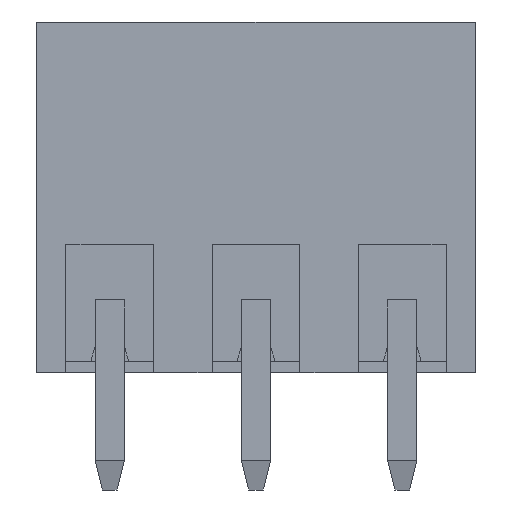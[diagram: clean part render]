
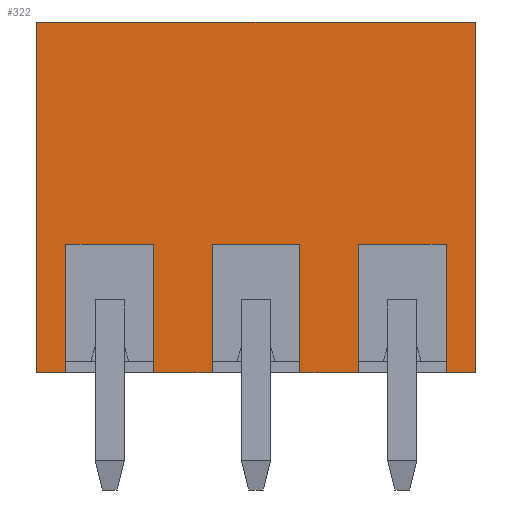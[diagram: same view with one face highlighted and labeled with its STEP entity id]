
A CAD part, front view. The second image highlights one B-rep face of the part: STEP entity #322.
In plain terms, the highlighted planar face has unit normal (0, -1, 0).
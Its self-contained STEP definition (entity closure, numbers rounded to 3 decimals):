
#322 = ADVANCED_FACE( '', ( #678 ), #679, .T. );
#678 = FACE_OUTER_BOUND( '', #1088, .T. );
#679 = PLANE( '', #1089 );
#1088 = EDGE_LOOP( '', ( #1853, #1854, #1855, #1856, #1857, #1858, #1859, #1860, #1861, #1862, #1863, #1864, #1865, #1866, #1867, #1868 ) );
#1089 = AXIS2_PLACEMENT_3D( '', #1869, #1870, #1871 );
#1853 = ORIENTED_EDGE( '', *, *, #2833, .T. );
#1854 = ORIENTED_EDGE( '', *, *, #2687, .F. );
#1855 = ORIENTED_EDGE( '', *, *, #2768, .F. );
#1856 = ORIENTED_EDGE( '', *, *, #2834, .F. );
#1857 = ORIENTED_EDGE( '', *, *, #2835, .F. );
#1858 = ORIENTED_EDGE( '', *, *, #2836, .T. );
#1859 = ORIENTED_EDGE( '', *, *, #2680, .F. );
#1860 = ORIENTED_EDGE( '', *, *, #2671, .F. );
#1861 = ORIENTED_EDGE( '', *, *, #2837, .F. );
#1862 = ORIENTED_EDGE( '', *, *, #2838, .T. );
#1863 = ORIENTED_EDGE( '', *, *, #2781, .F. );
#1864 = ORIENTED_EDGE( '', *, *, #2839, .F. );
#1865 = ORIENTED_EDGE( '', *, *, #2840, .F. );
#1866 = ORIENTED_EDGE( '', *, *, #2611, .T. );
#1867 = ORIENTED_EDGE( '', *, *, #2771, .F. );
#1868 = ORIENTED_EDGE( '', *, *, #2841, .T. );
#1869 = CARTESIAN_POINT( '', ( 7.5, -4.25, -6. ) );
#1870 = DIRECTION( '', ( 0., -1., 0. ) );
#1871 = DIRECTION( '', ( 0., 0., -1. ) );
#2611 = EDGE_CURVE( '', #3155, #3152, #3156, .T. );
#2671 = EDGE_CURVE( '', #3260, #3254, #3262, .T. );
#2680 = EDGE_CURVE( '', #3254, #3274, #3277, .T. );
#2687 = EDGE_CURVE( '', #3286, #3288, #3289, .T. );
#2768 = EDGE_CURVE( '', #3411, #3286, #3413, .T. );
#2771 = EDGE_CURVE( '', #3416, #3152, #3418, .T. );
#2781 = EDGE_CURVE( '', #3431, #3427, #3433, .T. );
#2833 = EDGE_CURVE( '', #3506, #3288, #3507, .T. );
#2834 = EDGE_CURVE( '', #3508, #3411, #3509, .T. );
#2835 = EDGE_CURVE( '', #3510, #3508, #3511, .T. );
#2836 = EDGE_CURVE( '', #3510, #3274, #3512, .T. );
#2837 = EDGE_CURVE( '', #3513, #3260, #3514, .T. );
#2838 = EDGE_CURVE( '', #3513, #3427, #3515, .T. );
#2839 = EDGE_CURVE( '', #3516, #3431, #3517, .T. );
#2840 = EDGE_CURVE( '', #3155, #3516, #3518, .T. );
#2841 = EDGE_CURVE( '', #3416, #3506, #3519, .T. );
#3152 = VERTEX_POINT( '', #3924 );
#3155 = VERTEX_POINT( '', #3928 );
#3156 = LINE( '', #3929, #3930 );
#3254 = VERTEX_POINT( '', #4073 );
#3260 = VERTEX_POINT( '', #4082 );
#3262 = LINE( '', #4085, #4086 );
#3274 = VERTEX_POINT( '', #4102 );
#3277 = LINE( '', #4107, #4108 );
#3286 = VERTEX_POINT( '', #4121 );
#3288 = VERTEX_POINT( '', #4124 );
#3289 = LINE( '', #4125, #4126 );
#3411 = VERTEX_POINT( '', #4307 );
#3413 = LINE( '', #4310, #4311 );
#3416 = VERTEX_POINT( '', #4315 );
#3418 = LINE( '', #4318, #4319 );
#3427 = VERTEX_POINT( '', #4332 );
#3431 = VERTEX_POINT( '', #4338 );
#3433 = LINE( '', #4341, #4342 );
#3506 = VERTEX_POINT( '', #4447 );
#3507 = LINE( '', #4448, #4449 );
#3508 = VERTEX_POINT( '', #4450 );
#3509 = LINE( '', #4451, #4452 );
#3510 = VERTEX_POINT( '', #4453 );
#3511 = LINE( '', #4454, #4455 );
#3512 = LINE( '', #4456, #4457 );
#3513 = VERTEX_POINT( '', #4458 );
#3514 = LINE( '', #4459, #4460 );
#3515 = LINE( '', #4461, #4462 );
#3516 = VERTEX_POINT( '', #4463 );
#3517 = LINE( '', #4464, #4465 );
#3518 = LINE( '', #4466, #4467 );
#3519 = LINE( '', #4468, #4469 );
#3924 = CARTESIAN_POINT( '', ( 6.5, -4.25, -6. ) );
#3928 = CARTESIAN_POINT( '', ( 6.5, -4.25, -1.6 ) );
#3929 = CARTESIAN_POINT( '', ( 6.5, -4.25, -5.6 ) );
#3930 = VECTOR( '', #4826, 1000. );
#4073 = CARTESIAN_POINT( '', ( -1.5, -4.25, -6. ) );
#4082 = CARTESIAN_POINT( '', ( -1.5, -4.25, -1.6 ) );
#4085 = CARTESIAN_POINT( '', ( -1.5, -4.25, -5.6 ) );
#4086 = VECTOR( '', #4891, 1000. );
#4102 = CARTESIAN_POINT( '', ( -3.5, -4.25, -6. ) );
#4107 = CARTESIAN_POINT( '', ( 7.5, -4.25, -6. ) );
#4108 = VECTOR( '', #4898, 1000. );
#4121 = CARTESIAN_POINT( '', ( -7.5, -4.25, -6. ) );
#4124 = CARTESIAN_POINT( '', ( -7.5, -4.25, 6. ) );
#4125 = CARTESIAN_POINT( '', ( -7.5, -4.25, -6. ) );
#4126 = VECTOR( '', #4904, 1000. );
#4307 = CARTESIAN_POINT( '', ( -6.5, -4.25, -6. ) );
#4310 = CARTESIAN_POINT( '', ( 7.5, -4.25, -6. ) );
#4311 = VECTOR( '', #4968, 1000. );
#4315 = CARTESIAN_POINT( '', ( 7.5, -4.25, -6. ) );
#4318 = CARTESIAN_POINT( '', ( 7.5, -4.25, -6. ) );
#4319 = VECTOR( '', #4971, 1000. );
#4332 = CARTESIAN_POINT( '', ( 1.5, -4.25, -6. ) );
#4338 = CARTESIAN_POINT( '', ( 3.5, -4.25, -6. ) );
#4341 = CARTESIAN_POINT( '', ( 7.5, -4.25, -6. ) );
#4342 = VECTOR( '', #4979, 1000. );
#4447 = CARTESIAN_POINT( '', ( 7.5, -4.25, 6. ) );
#4448 = CARTESIAN_POINT( '', ( 7.5, -4.25, 6. ) );
#4449 = VECTOR( '', #5030, 1000. );
#4450 = CARTESIAN_POINT( '', ( -6.5, -4.25, -1.6 ) );
#4451 = CARTESIAN_POINT( '', ( -6.5, -4.25, -5.6 ) );
#4452 = VECTOR( '', #5031, 1000. );
#4453 = CARTESIAN_POINT( '', ( -3.5, -4.25, -1.6 ) );
#4454 = CARTESIAN_POINT( '', ( -3.5, -4.25, -1.6 ) );
#4455 = VECTOR( '', #5032, 1000. );
#4456 = CARTESIAN_POINT( '', ( -3.5, -4.25, -5.6 ) );
#4457 = VECTOR( '', #5033, 1000. );
#4458 = CARTESIAN_POINT( '', ( 1.5, -4.25, -1.6 ) );
#4459 = CARTESIAN_POINT( '', ( 1.5, -4.25, -1.6 ) );
#4460 = VECTOR( '', #5034, 1000. );
#4461 = CARTESIAN_POINT( '', ( 1.5, -4.25, -5.6 ) );
#4462 = VECTOR( '', #5035, 1000. );
#4463 = CARTESIAN_POINT( '', ( 3.5, -4.25, -1.6 ) );
#4464 = CARTESIAN_POINT( '', ( 3.5, -4.25, -5.6 ) );
#4465 = VECTOR( '', #5036, 1000. );
#4466 = CARTESIAN_POINT( '', ( 6.5, -4.25, -1.6 ) );
#4467 = VECTOR( '', #5037, 1000. );
#4468 = CARTESIAN_POINT( '', ( 7.5, -4.25, -6. ) );
#4469 = VECTOR( '', #5038, 1000. );
#4826 = DIRECTION( '', ( 0., 0., -1. ) );
#4891 = DIRECTION( '', ( 0., 0., -1. ) );
#4898 = DIRECTION( '', ( -1., 0., 0. ) );
#4904 = DIRECTION( '', ( 0., 0., 1. ) );
#4968 = DIRECTION( '', ( -1., 0., 0. ) );
#4971 = DIRECTION( '', ( -1., 0., 0. ) );
#4979 = DIRECTION( '', ( -1., 0., 0. ) );
#5030 = DIRECTION( '', ( -1., 0., 0. ) );
#5031 = DIRECTION( '', ( 0., 0., -1. ) );
#5032 = DIRECTION( '', ( -1., 0., 0. ) );
#5033 = DIRECTION( '', ( 0., 0., -1. ) );
#5034 = DIRECTION( '', ( -1., 0., 0. ) );
#5035 = DIRECTION( '', ( 0., 0., -1. ) );
#5036 = DIRECTION( '', ( 0., 0., -1. ) );
#5037 = DIRECTION( '', ( -1., 0., 0. ) );
#5038 = DIRECTION( '', ( 0., 0., 1. ) );
